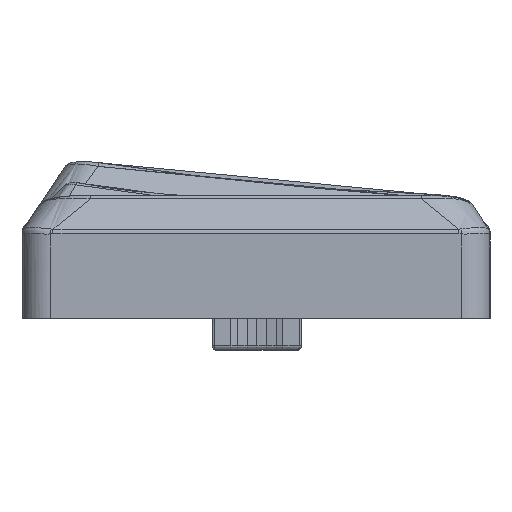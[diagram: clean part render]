
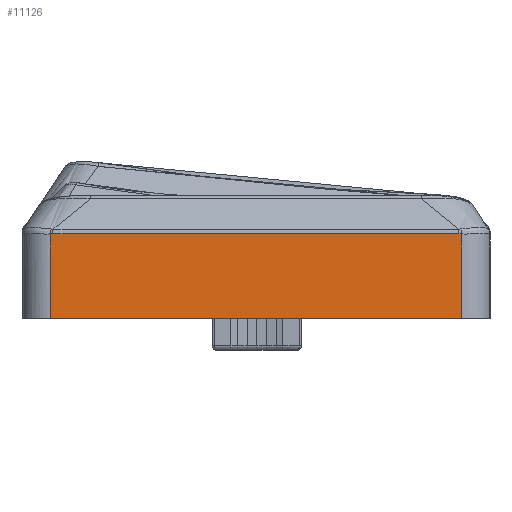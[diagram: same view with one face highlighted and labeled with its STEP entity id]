
A CAD part, left-side view. The second image highlights one B-rep face of the part: STEP entity #11126.
In plain terms, the highlighted planar face has unit normal (-1, 0, 0).
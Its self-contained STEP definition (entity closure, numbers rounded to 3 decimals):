
#238=ELLIPSE('',#11571,1.034,0.617);
#464=PLANE('',#11600);
#836=LINE('',#41398,#1184);
#840=LINE('',#41752,#1188);
#849=LINE('',#42120,#1197);
#860=LINE('',#42396,#1208);
#1184=VECTOR('',#12748,10.);
#1188=VECTOR('',#12774,10.);
#1197=VECTOR('',#12817,10.);
#1208=VECTOR('',#12860,10.);
#1993=FACE_OUTER_BOUND('',#2752,.T.);
#2752=EDGE_LOOP('',(#9932,#9933,#9934,#9935,#9936,#9937));
#3869=B_SPLINE_CURVE_WITH_KNOTS('',3,(#41772,#41773,#41774,#41775),
 .UNSPECIFIED.,.F.,.F.,(4,4),(-0.009,0.),.UNSPECIFIED.);
#4806=VERTEX_POINT('',#41395);
#4807=VERTEX_POINT('',#41397);
#4826=VERTEX_POINT('',#41709);
#4828=VERTEX_POINT('',#41749);
#4829=VERTEX_POINT('',#41751);
#4831=VERTEX_POINT('',#41808);
#6459=EDGE_CURVE('',#4807,#4806,#836,.F.);
#6487=EDGE_CURVE('',#4828,#4829,#840,.T.);
#6490=EDGE_CURVE('',#4829,#4826,#3869,.T.);
#6496=EDGE_CURVE('',#4831,#4828,#238,.T.);
#6528=EDGE_CURVE('',#4807,#4831,#849,.T.);
#6556=EDGE_CURVE('',#4826,#4806,#860,.T.);
#9932=ORIENTED_EDGE('',*,*,#6496,.F.);
#9933=ORIENTED_EDGE('',*,*,#6528,.F.);
#9934=ORIENTED_EDGE('',*,*,#6459,.T.);
#9935=ORIENTED_EDGE('',*,*,#6556,.F.);
#9936=ORIENTED_EDGE('',*,*,#6490,.F.);
#9937=ORIENTED_EDGE('',*,*,#6487,.F.);
#11126=ADVANCED_FACE('',(#1993),#464,.F.);
#11571=AXIS2_PLACEMENT_3D('',#41850,#12782,#12783);
#11600=AXIS2_PLACEMENT_3D('',#42395,#12858,#12859);
#12748=DIRECTION('',(0.,1.,0.));
#12774=DIRECTION('',(0.,-1.,0.));
#12782=DIRECTION('center_axis',(1.,0.,0.));
#12783=DIRECTION('ref_axis',(0.,0.893,-0.45));
#12817=DIRECTION('',(0.,0.,1.));
#12858=DIRECTION('center_axis',(1.,0.,0.));
#12859=DIRECTION('ref_axis',(0.,0.,-1.));
#12860=DIRECTION('',(0.,0.,-1.));
#41395=CARTESIAN_POINT('',(-26.753,-14.546,-1.672));
#41397=CARTESIAN_POINT('',(-26.753,-0.046,-1.672));
#41398=CARTESIAN_POINT('',(-26.753,-11.046,-1.672));
#41709=CARTESIAN_POINT('',(-26.753,-14.546,1.305));
#41749=CARTESIAN_POINT('',(-26.753,-0.138,1.309));
#41751=CARTESIAN_POINT('',(-26.753,-14.454,1.309));
#41752=CARTESIAN_POINT('',(-26.753,-10.429,1.309));
#41772=CARTESIAN_POINT('Ctrl Pts',(-26.753,-14.454,1.309));
#41773=CARTESIAN_POINT('Ctrl Pts',(-26.753,-14.485,1.309));
#41774=CARTESIAN_POINT('Ctrl Pts',(-26.753,-14.515,1.308));
#41775=CARTESIAN_POINT('Ctrl Pts',(-26.753,-14.546,1.305));
#41808=CARTESIAN_POINT('',(-26.753,-0.046,1.305));
#41850=CARTESIAN_POINT('Origin',(-26.753,0.245,0.588));
#42120=CARTESIAN_POINT('',(-26.753,-0.046,1.402));
#42395=CARTESIAN_POINT('Origin',(-26.753,-7.296,1.402));
#42396=CARTESIAN_POINT('',(-26.753,-14.546,1.402));
